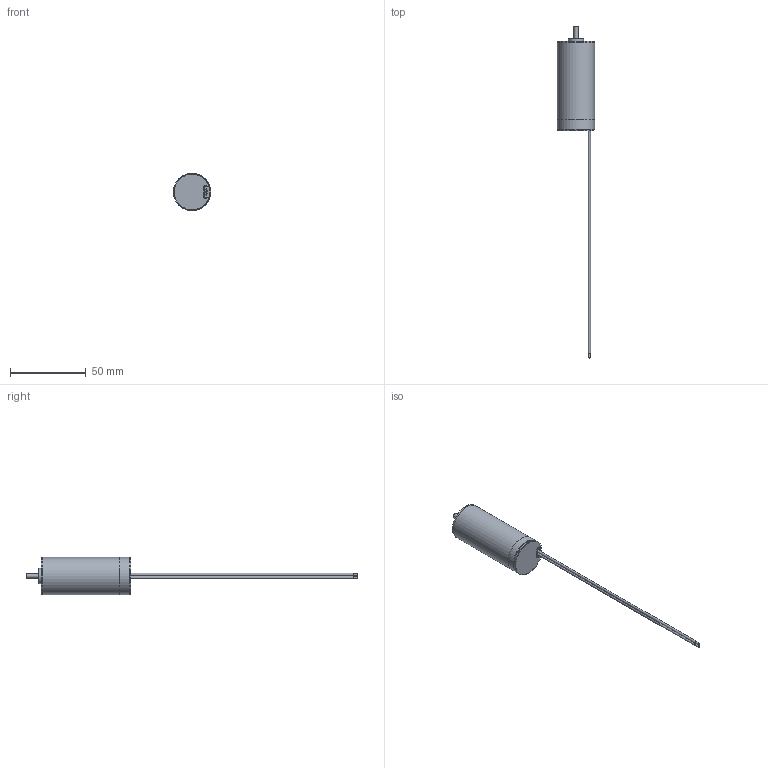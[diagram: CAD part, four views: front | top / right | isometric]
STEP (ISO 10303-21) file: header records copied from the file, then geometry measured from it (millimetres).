
FILE_DESCRIPTION (( 'STEP AP203' ), '1' );
FILE_NAME ('ECD2459 3D芞.STEP', '2025-12-03T09:50:42', ( 'Windows 蚚誧' ), ( 'Organization' ), 'SwSTEP 2.0', 'SolidWorks 2020', '' );
FILE_SCHEMA (( 'CONFIG_CONTROL_DESIGN' ));
Length unit declared in the file: millimetre
Products named in the file (9): 01.10.0313 粣; ECD2459 3Dͼ; 01.06.0002 粣創; 01.01.0098 ヶ傷裔; 05.01.0036 驱动板 ; 01.14.0107 傷赽盄; 01.02.0162 綴傷裔; 01.07.0009 儂褲; 01.02.0163 帣傷裔
Assembly tree (9 placements, depth 2):
  ECD2459 3Dͼ
    01.07.0009 儂褲
    01.01.0098 ヶ傷裔
    01.02.0162 綴傷裔
    01.06.0002 粣創  x2
    01.10.0313 粣
    01.14.0107 傷赽盄
    01.02.0163 帣傷裔
    05.01.0036 驱动板 
Bounding box: 24.5 x 219.01 x 24.5 mm (x, y, z)
Volume: 9625 mm3; surface area: 16877.9 mm2
Topology: 10 solids, 10 shells, 302 faces, 791 edges, 533 vertices
Faces by surface type: plane 107, cylinder 78, sphere 64, torus 44, cone 9
Full cylindrical faces by diameter (mm): 0.85 x8, 1.2 x4, 1.5 x2, 1.6 x6, 3 x3, 4.5 x4, 5.038 x2, 5.5 x1, 5.962 x2, 6 x1, 6.5 x4, 8 x4, 10 x2, 19 x1, 22 x2, 22.7 x1, 22.8 x1, 23 x2, 23.5 x2, 23.8 x1, 24.5 x3
Entity records: 8396 total; most frequent: CARTESIAN_POINT 2329, DIRECTION 1059, ORIENTED_EDGE 952, EDGE_CURVE 476, AXIS2_PLACEMENT_3D 473, EDGE_LOOP 371, VERTEX_POINT 351, FACE_OUTER_BOUND 274
